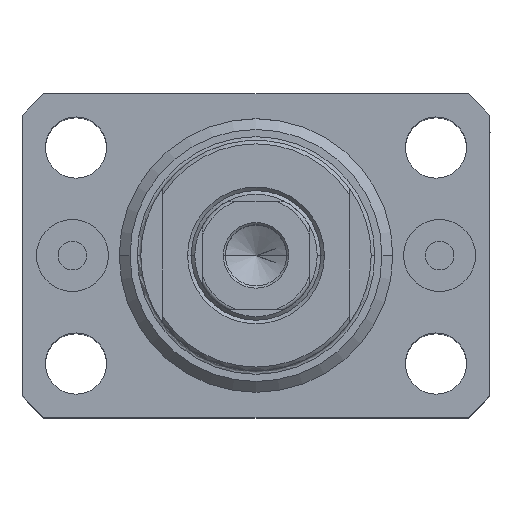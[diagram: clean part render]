
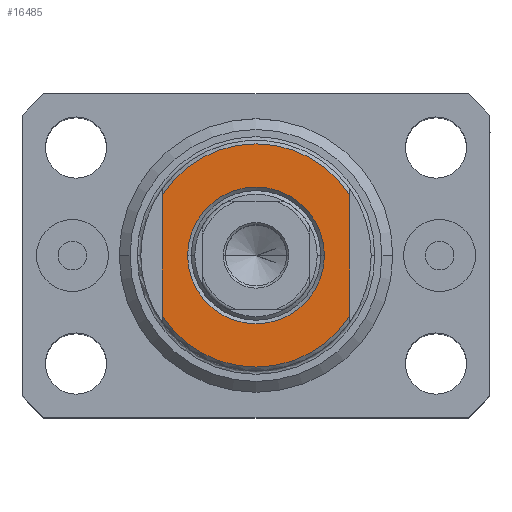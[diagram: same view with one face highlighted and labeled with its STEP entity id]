
A CAD part, top view. The second image highlights one B-rep face of the part: STEP entity #16485.
In plain terms, the highlighted face is planar.
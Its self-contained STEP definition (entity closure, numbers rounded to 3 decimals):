
#651 = DIRECTION ( 'NONE',  ( 0., 0., 1. ) ) ;
#2338 = VERTEX_POINT ( 'NONE', #39886 ) ;
#3419 = EDGE_LOOP ( 'NONE', ( #17767, #16622, #14709, #7218 ) ) ;
#4167 = AXIS2_PLACEMENT_3D ( 'NONE', #26701, #36801, #6000 ) ;
#5390 = CARTESIAN_POINT ( 'NONE',  ( 9.5, 0., -6.5 ) ) ;
#6000 = DIRECTION ( 'NONE',  ( -1., 0., 0. ) ) ;
#6372 = CARTESIAN_POINT ( 'NONE',  ( 13., 8.441, -6.5 ) ) ;
#6381 = VERTEX_POINT ( 'NONE', #10825 ) ;
#6514 = DIRECTION ( 'NONE',  ( -1., 0., 0. ) ) ;
#6572 = CARTESIAN_POINT ( 'NONE',  ( -13., -43.081, -6.5 ) ) ;
#6581 = EDGE_CURVE ( 'NONE', #7145, #22417, #42627, .T. ) ;
#6685 = AXIS2_PLACEMENT_3D ( 'NONE', #37314, #651, #6514 ) ;
#7145 = VERTEX_POINT ( 'NONE', #6372 ) ;
#7218 = ORIENTED_EDGE ( 'NONE', *, *, #11003, .F. ) ;
#7989 = CARTESIAN_POINT ( 'NONE',  ( 0., 0., -6.5 ) ) ;
#10418 = VERTEX_POINT ( 'NONE', #5390 ) ;
#10489 = CARTESIAN_POINT ( 'NONE',  ( -13., -8.441, -6.5 ) ) ;
#10825 = CARTESIAN_POINT ( 'NONE',  ( -9.5, 0., -6.5 ) ) ;
#10862 = EDGE_CURVE ( 'NONE', #10418, #6381, #36785, .T. ) ;
#11003 = EDGE_CURVE ( 'NONE', #2338, #14497, #37375, .T. ) ;
#11812 = DIRECTION ( 'NONE',  ( 0., -1., 0. ) ) ;
#12410 = FACE_BOUND ( 'NONE', #42463, .T. ) ;
#12726 = EDGE_CURVE ( 'NONE', #6381, #10418, #13109, .T. ) ;
#13109 = CIRCLE ( 'NONE', #6685, 9.5 ) ;
#14497 = VERTEX_POINT ( 'NONE', #10489 ) ;
#14709 = ORIENTED_EDGE ( 'NONE', *, *, #33587, .T. ) ;
#16031 = AXIS2_PLACEMENT_3D ( 'NONE', #42782, #36492, #36716 ) ;
#16485 = ADVANCED_FACE ( 'NONE', ( #12410, #26153 ), #22335, .T. ) ;
#16603 = ORIENTED_EDGE ( 'NONE', *, *, #12726, .T. ) ;
#16622 = ORIENTED_EDGE ( 'NONE', *, *, #6581, .T. ) ;
#17767 = ORIENTED_EDGE ( 'NONE', *, *, #23128, .T. ) ;
#18779 = DIRECTION ( 'NONE',  ( -1., 0., 0. ) ) ;
#19807 = CIRCLE ( 'NONE', #20554, 15.5 ) ;
#20554 = AXIS2_PLACEMENT_3D ( 'NONE', #38744, #31792, #31368 ) ;
#22335 = PLANE ( 'NONE',  #16031 ) ;
#22379 = DIRECTION ( 'NONE',  ( 0., 0., 1. ) ) ;
#22417 = VERTEX_POINT ( 'NONE', #44333 ) ;
#23128 = EDGE_CURVE ( 'NONE', #2338, #7145, #19807, .T. ) ;
#25282 = VECTOR ( 'NONE', #27271, 1000. ) ;
#26153 = FACE_OUTER_BOUND ( 'NONE', #3419, .T. ) ;
#26701 = CARTESIAN_POINT ( 'NONE',  ( 0., 0., -6.5 ) ) ;
#27271 = DIRECTION ( 'NONE',  ( 0., -1., 0. ) ) ;
#28060 = CARTESIAN_POINT ( 'NONE',  ( 13., -43.081, -6.5 ) ) ;
#31368 = DIRECTION ( 'NONE',  ( -1., 0., 0. ) ) ;
#31792 = DIRECTION ( 'NONE',  ( 0., 0., -1. ) ) ;
#33196 = AXIS2_PLACEMENT_3D ( 'NONE', #7989, #22379, #18779 ) ;
#33587 = EDGE_CURVE ( 'NONE', #22417, #14497, #37194, .T. ) ;
#35938 = VECTOR ( 'NONE', #11812, 1000. ) ;
#36492 = DIRECTION ( 'NONE',  ( 0., 0., -1. ) ) ;
#36716 = DIRECTION ( 'NONE',  ( -1., 0., 0. ) ) ;
#36785 = CIRCLE ( 'NONE', #33196, 9.5 ) ;
#36801 = DIRECTION ( 'NONE',  ( 0., 0., -1. ) ) ;
#37194 = CIRCLE ( 'NONE', #4167, 15.5 ) ;
#37314 = CARTESIAN_POINT ( 'NONE',  ( 0., 0., -6.5 ) ) ;
#37375 = LINE ( 'NONE', #6572, #25282 ) ;
#38744 = CARTESIAN_POINT ( 'NONE',  ( 0., 0., -6.5 ) ) ;
#39886 = CARTESIAN_POINT ( 'NONE',  ( -13., 8.441, -6.5 ) ) ;
#42463 = EDGE_LOOP ( 'NONE', ( #16603, #43493 ) ) ;
#42627 = LINE ( 'NONE', #28060, #35938 ) ;
#42782 = CARTESIAN_POINT ( 'NONE',  ( 0., 0., -6.5 ) ) ;
#43493 = ORIENTED_EDGE ( 'NONE', *, *, #10862, .T. ) ;
#44333 = CARTESIAN_POINT ( 'NONE',  ( 13., -8.441, -6.5 ) ) ;
